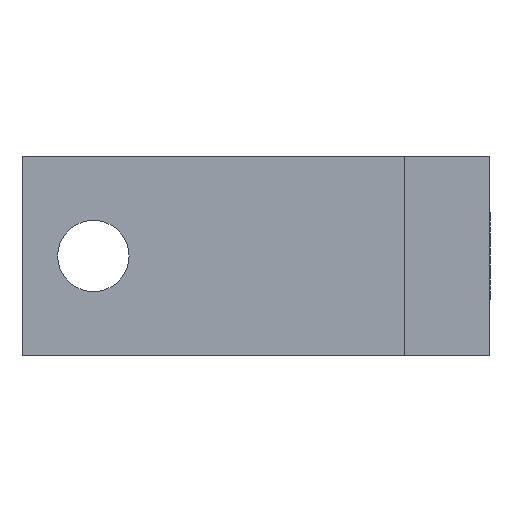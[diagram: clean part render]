
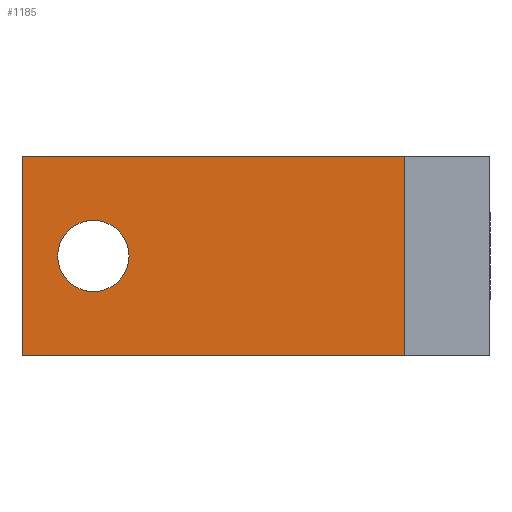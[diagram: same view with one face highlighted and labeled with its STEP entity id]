
A CAD part, left-side view. The second image highlights one B-rep face of the part: STEP entity #1185.
In plain terms, the highlighted planar face has unit normal (-1, 0, 0).
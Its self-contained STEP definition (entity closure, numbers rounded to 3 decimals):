
#293 = CARTESIAN_POINT ( 'NONE',  ( -9., 27.8, 2.5 ) ) ;
#354 = ORIENTED_EDGE ( 'NONE', *, *, #5531, .T. ) ;
#794 = CARTESIAN_POINT ( 'NONE',  ( -9., 32.8, 7. ) ) ;
#956 = FACE_BOUND ( 'NONE', #8572, .T. ) ;
#1039 = ORIENTED_EDGE ( 'NONE', *, *, #11443, .F. ) ;
#1185 = ADVANCED_FACE ( 'NONE', ( #956, #5914 ), #9221, .F. ) ;
#1247 = VECTOR ( 'NONE', #9962, 1000. ) ;
#1307 = ORIENTED_EDGE ( 'NONE', *, *, #10706, .F. ) ;
#1384 = ORIENTED_EDGE ( 'NONE', *, *, #12456, .F. ) ;
#1945 = CARTESIAN_POINT ( 'NONE',  ( -9., 32.8, -7. ) ) ;
#2157 = CARTESIAN_POINT ( 'NONE',  ( -9., 27.8, 0. ) ) ;
#2202 = VECTOR ( 'NONE', #13789, 1000. ) ;
#3207 = LINE ( 'NONE', #4483, #2202 ) ;
#3983 = AXIS2_PLACEMENT_3D ( 'NONE', #10493, #8244, #9287 ) ;
#4043 = AXIS2_PLACEMENT_3D ( 'NONE', #9409, #11751, #7232 ) ;
#4483 = CARTESIAN_POINT ( 'NONE',  ( -9., 6., 7. ) ) ;
#4517 = EDGE_CURVE ( 'NONE', #14809, #13980, #8610, .T. ) ;
#5353 = AXIS2_PLACEMENT_3D ( 'NONE', #2157, #9216, #13791 ) ;
#5449 = LINE ( 'NONE', #794, #1247 ) ;
#5463 = LINE ( 'NONE', #8928, #13915 ) ;
#5531 = EDGE_CURVE ( 'NONE', #14133, #9478, #5463, .T. ) ;
#5914 = FACE_OUTER_BOUND ( 'NONE', #12059, .T. ) ;
#7141 = CARTESIAN_POINT ( 'NONE',  ( -9., 6., -7. ) ) ;
#7232 = DIRECTION ( 'NONE',  ( 0., 0., 1. ) ) ;
#8244 = DIRECTION ( 'NONE',  ( 1., 0., 0. ) ) ;
#8572 = EDGE_LOOP ( 'NONE', ( #1384, #13376 ) ) ;
#8610 = CIRCLE ( 'NONE', #4043, 2.5 ) ;
#8928 = CARTESIAN_POINT ( 'NONE',  ( -9., 6., -7. ) ) ;
#9216 = DIRECTION ( 'NONE',  ( -1., 0., 0. ) ) ;
#9221 = PLANE ( 'NONE',  #3983 ) ;
#9287 = DIRECTION ( 'NONE',  ( 0., 0., -1. ) ) ;
#9409 = CARTESIAN_POINT ( 'NONE',  ( -9., 27.8, 0. ) ) ;
#9478 = VERTEX_POINT ( 'NONE', #7141 ) ;
#9563 = LINE ( 'NONE', #12874, #13720 ) ;
#9962 = DIRECTION ( 'NONE',  ( 0., 0., -1. ) ) ;
#10285 = CARTESIAN_POINT ( 'NONE',  ( -9., 32.8, 7. ) ) ;
#10493 = CARTESIAN_POINT ( 'NONE',  ( -9., 6., 7. ) ) ;
#10706 = EDGE_CURVE ( 'NONE', #13659, #9478, #3207, .T. ) ;
#10884 = CIRCLE ( 'NONE', #5353, 2.5 ) ;
#11338 = EDGE_CURVE ( 'NONE', #11821, #14133, #5449, .T. ) ;
#11443 = EDGE_CURVE ( 'NONE', #11821, #13659, #9563, .T. ) ;
#11751 = DIRECTION ( 'NONE',  ( -1., 0., 0. ) ) ;
#11821 = VERTEX_POINT ( 'NONE', #10285 ) ;
#11912 = DIRECTION ( 'NONE',  ( 0., -1., 0. ) ) ;
#12059 = EDGE_LOOP ( 'NONE', ( #354, #1307, #1039, #12488 ) ) ;
#12456 = EDGE_CURVE ( 'NONE', #13980, #14809, #10884, .T. ) ;
#12488 = ORIENTED_EDGE ( 'NONE', *, *, #11338, .T. ) ;
#12874 = CARTESIAN_POINT ( 'NONE',  ( -9., 6., 7. ) ) ;
#13376 = ORIENTED_EDGE ( 'NONE', *, *, #4517, .F. ) ;
#13440 = CARTESIAN_POINT ( 'NONE',  ( -9., 27.8, -2.5 ) ) ;
#13509 = DIRECTION ( 'NONE',  ( 0., -1., 0. ) ) ;
#13659 = VERTEX_POINT ( 'NONE', #14540 ) ;
#13720 = VECTOR ( 'NONE', #11912, 1000. ) ;
#13789 = DIRECTION ( 'NONE',  ( 0., 0., -1. ) ) ;
#13791 = DIRECTION ( 'NONE',  ( 0., 0., 1. ) ) ;
#13915 = VECTOR ( 'NONE', #13509, 1000. ) ;
#13980 = VERTEX_POINT ( 'NONE', #293 ) ;
#14133 = VERTEX_POINT ( 'NONE', #1945 ) ;
#14540 = CARTESIAN_POINT ( 'NONE',  ( -9., 6., 7. ) ) ;
#14809 = VERTEX_POINT ( 'NONE', #13440 ) ;
